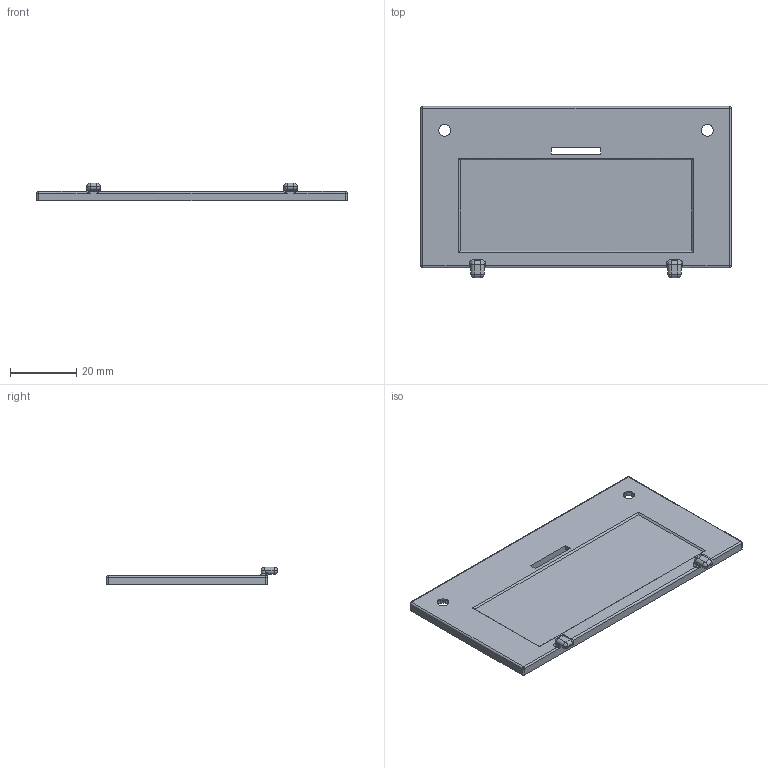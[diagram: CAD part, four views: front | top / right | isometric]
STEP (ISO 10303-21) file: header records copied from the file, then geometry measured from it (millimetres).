
FILE_DESCRIPTION(/* description */ (''),/* implementation_level */ '2;1');
FILE_NAME(/* name */ 'BatteryCover.step',/* time_stamp */ '2023-05-26T21:57:49+01:00',/* author */ (''),/* organization */ (''),/* preprocessor_version */ 'ST-DEVELOPER v19.2',/* originating_system */ 'Autodesk Translation Framework v12.4.0.73',/* authorisation */ '');
FILE_SCHEMA (('AUTOMOTIVE_DESIGN { 1 0 10303 214 3 1 1 }'));
Length unit declared in the file: millimetre
Products named in the file (1): rcTransmitter_2.0
Bounding box: 93.7 x 51.68 x 5.35 mm (x, y, z)
Volume: 11857.3 mm3; surface area: 10068.2 mm2
Topology: 1 solids, 1 shells, 103 faces, 232 edges, 124 vertices
Faces by surface type: cylinder 44, plane 23, sphere 16, bspline 12, torus 6, cone 2
Full cylindrical faces by diameter (mm): 3.5 x2, 6.4 x2
Entity records: 3361 total; most frequent: CARTESIAN_POINT 1115, DIRECTION 482, ORIENTED_EDGE 448, EDGE_CURVE 224, AXIS2_PLACEMENT_3D 190, VERTEX_POINT 124, EDGE_LOOP 110, FACE_OUTER_BOUND 103
